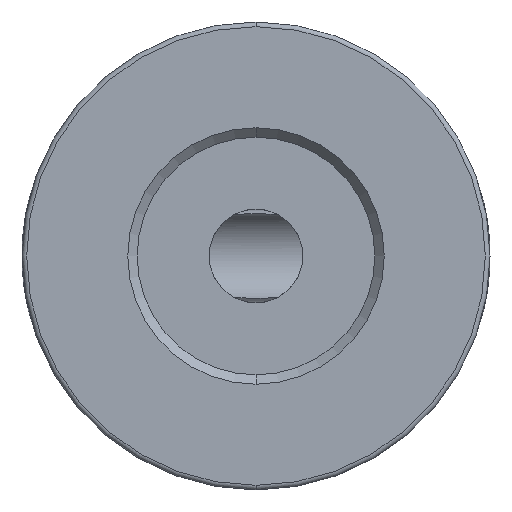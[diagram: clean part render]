
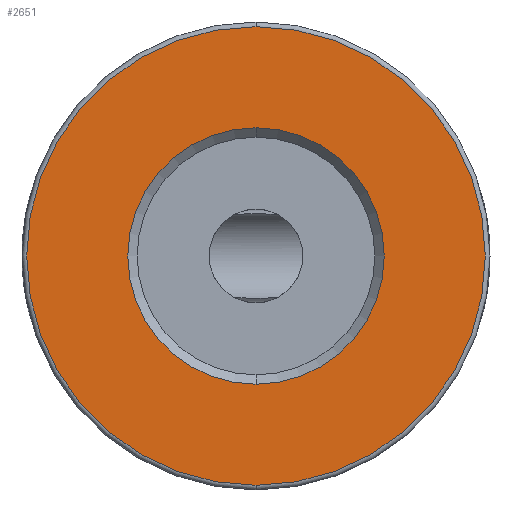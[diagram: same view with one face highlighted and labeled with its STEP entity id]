
A CAD part, front view. The second image highlights one B-rep face of the part: STEP entity #2651.
In plain terms, the highlighted planar face has unit normal (0, -1, 0).
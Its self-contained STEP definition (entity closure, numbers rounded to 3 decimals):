
#75 = FACE_OUTER_BOUND ( 'NONE', #2994, .T. ) ;
#221 = EDGE_CURVE ( 'NONE', #1433, #522, #1852, .T. ) ;
#316 = AXIS2_PLACEMENT_3D ( 'NONE', #3098, #1783, #2026 ) ;
#350 = ORIENTED_EDGE ( 'NONE', *, *, #221, .T. ) ;
#375 = DIRECTION ( 'NONE',  ( 0., 1., 0. ) ) ;
#488 = CIRCLE ( 'NONE', #881, 6.85 ) ;
#522 = VERTEX_POINT ( 'NONE', #2037 ) ;
#548 = CARTESIAN_POINT ( 'NONE',  ( -22.505, -11.302, 43.15 ) ) ;
#618 = ORIENTED_EDGE ( 'NONE', *, *, #774, .T. ) ;
#774 = EDGE_CURVE ( 'NONE', #2170, #1296, #488, .T. ) ;
#881 = AXIS2_PLACEMENT_3D ( 'NONE', #2904, #3411, #1270 ) ;
#918 = ORIENTED_EDGE ( 'NONE', *, *, #2572, .T. ) ;
#939 = CIRCLE ( 'NONE', #316, 6.85 ) ;
#943 = FACE_BOUND ( 'NONE', #2530, .T. ) ;
#1005 = AXIS2_PLACEMENT_3D ( 'NONE', #3345, #1422, #2518 ) ;
#1056 = CIRCLE ( 'NONE', #1005, 12.25 ) ;
#1270 = DIRECTION ( 'NONE',  ( 0., 0., 1. ) ) ;
#1296 = VERTEX_POINT ( 'NONE', #1316 ) ;
#1316 = CARTESIAN_POINT ( 'NONE',  ( -22.505, -11.302, 56.85 ) ) ;
#1422 = DIRECTION ( 'NONE',  ( 0., -1., 0. ) ) ;
#1433 = VERTEX_POINT ( 'NONE', #3381 ) ;
#1472 = DIRECTION ( 'NONE',  ( 0., -1., 0. ) ) ;
#1497 = DIRECTION ( 'NONE',  ( 0., 0., 1. ) ) ;
#1563 = EDGE_CURVE ( 'NONE', #1296, #2170, #939, .T. ) ;
#1625 = AXIS2_PLACEMENT_3D ( 'NONE', #2834, #1472, #2569 ) ;
#1783 = DIRECTION ( 'NONE',  ( 0., 1., 0. ) ) ;
#1852 = CIRCLE ( 'NONE', #1625, 12.25 ) ;
#1988 = CARTESIAN_POINT ( 'NONE',  ( -22.505, -11.302, 50. ) ) ;
#2026 = DIRECTION ( 'NONE',  ( 0., 0., 1. ) ) ;
#2037 = CARTESIAN_POINT ( 'NONE',  ( -22.505, -11.302, 62.25 ) ) ;
#2170 = VERTEX_POINT ( 'NONE', #548 ) ;
#2518 = DIRECTION ( 'NONE',  ( 0., 0., 1. ) ) ;
#2530 = EDGE_LOOP ( 'NONE', ( #618, #3419 ) ) ;
#2569 = DIRECTION ( 'NONE',  ( 0., 0., 1. ) ) ;
#2572 = EDGE_CURVE ( 'NONE', #522, #1433, #1056, .T. ) ;
#2575 = PLANE ( 'NONE',  #3107 ) ;
#2651 = ADVANCED_FACE ( 'NONE', ( #75, #943 ), #2575, .F. ) ;
#2834 = CARTESIAN_POINT ( 'NONE',  ( -22.505, -11.302, 50. ) ) ;
#2904 = CARTESIAN_POINT ( 'NONE',  ( -22.505, -11.302, 50. ) ) ;
#2994 = EDGE_LOOP ( 'NONE', ( #918, #350 ) ) ;
#3098 = CARTESIAN_POINT ( 'NONE',  ( -22.505, -11.302, 50. ) ) ;
#3107 = AXIS2_PLACEMENT_3D ( 'NONE', #1988, #375, #1497 ) ;
#3345 = CARTESIAN_POINT ( 'NONE',  ( -22.505, -11.302, 50. ) ) ;
#3381 = CARTESIAN_POINT ( 'NONE',  ( -22.505, -11.302, 37.75 ) ) ;
#3411 = DIRECTION ( 'NONE',  ( 0., 1., 0. ) ) ;
#3419 = ORIENTED_EDGE ( 'NONE', *, *, #1563, .T. ) ;
